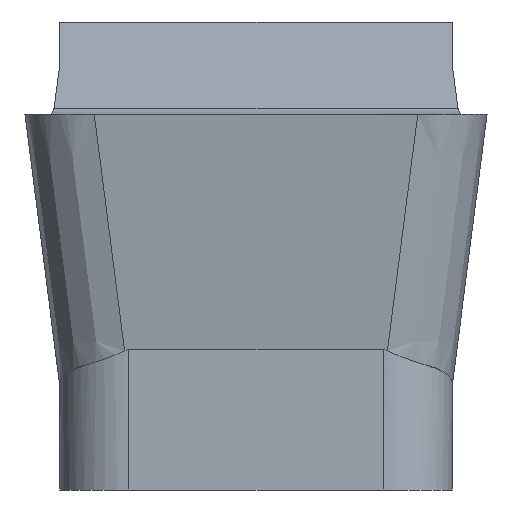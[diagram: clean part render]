
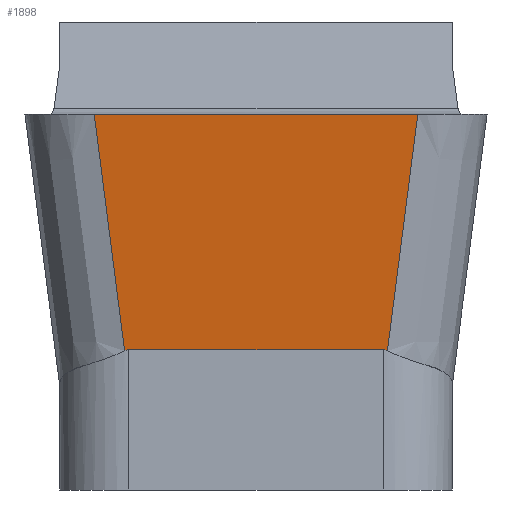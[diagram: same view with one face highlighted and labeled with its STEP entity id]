
A CAD part, front view. The second image highlights one B-rep face of the part: STEP entity #1898.
In plain terms, the highlighted planar face has unit normal (0, -0.993, -0.122).
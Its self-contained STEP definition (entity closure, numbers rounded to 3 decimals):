
#630=CARTESIAN_POINT('',(2.8,0.,
0.));
#635=DIRECTION('',(-1.,0.,0.));
#636=VECTOR('',#635,5.6);
#637=CARTESIAN_POINT('',(2.8,0.,
0.));
#638=LINE('',#637,#636);
#734=CARTESIAN_POINT('',(2.275,0.502,-4.091));
#753=CARTESIAN_POINT('',(2.2,0.5,-4.072));
#754=CARTESIAN_POINT('',(2.227,0.5,-4.072));
#755=CARTESIAN_POINT('',(2.252,0.501,-4.079));
#756=CARTESIAN_POINT('',(2.275,0.502,-4.091));
#761=DIRECTION('',(1.,0.,0.));
#762=VECTOR('',#761,4.4);
#763=CARTESIAN_POINT('',(-2.2,0.5,-4.072));
#764=LINE('',#763,#762);
#768=DIRECTION('',(-0.126,0.121,-0.985));
#769=VECTOR('',#768,4.155);
#770=CARTESIAN_POINT('',(2.8,0.,
0.));
#771=LINE('',#770,#769);
#775=DIRECTION('',(-0.126,-0.121,0.985));
#776=VECTOR('',#775,4.155);
#777=CARTESIAN_POINT('',(-2.275,0.502,
-4.091));
#778=LINE('',#777,#776);
#782=CARTESIAN_POINT('',(-2.275,0.502,
-4.091));
#783=CARTESIAN_POINT('',(-2.252,0.501,
-4.079));
#784=CARTESIAN_POINT('',(-2.227,0.5,
-4.072));
#785=CARTESIAN_POINT('',(-2.2,0.5,-4.072));
#991=VERTEX_POINT('',#630);
#992=CARTESIAN_POINT('',(-2.8,0.,
0.));
#993=VERTEX_POINT('',#992);
#999=VERTEX_POINT('',#734);
#1000=CARTESIAN_POINT('',(2.2,0.5,-4.072));
#1001=VERTEX_POINT('',#1000);
#1002=CARTESIAN_POINT('',(-2.2,0.5,-4.072));
#1003=VERTEX_POINT('',#1002);
#1004=VERTEX_POINT('',#782);
#1883=CARTESIAN_POINT('',(3.8,0.301,-2.45));
#1884=DIRECTION('',(0.,-0.993,-0.122));
#1885=DIRECTION('',(0.,-0.122,0.993));
#1886=AXIS2_PLACEMENT_3D('',#1883,#1884,#1885);
#1887=PLANE('',#1886);
#1888=ORIENTED_EDGE('',*,*,#1737,.F.);
#1889=ORIENTED_EDGE('',*,*,#1810,.T.);
#1890=ORIENTED_EDGE('',*,*,#1837,.F.);
#1891=ORIENTED_EDGE('',*,*,#1862,.F.);
#1893=ORIENTED_EDGE('',*,*,#1892,.F.);
#1895=ORIENTED_EDGE('',*,*,#1894,.T.);
#1896=EDGE_LOOP('',(#1888,#1889,#1890,#1891,#1893,#1895));
#1897=FACE_OUTER_BOUND('',#1896,.F.);
#757=B_SPLINE_CURVE_WITH_KNOTS('',3,(#753,#754,#755,#756),.UNSPECIFIED.,.F.,.F.,
(4,4),(0.,1.),.UNSPECIFIED.);
#786=B_SPLINE_CURVE_WITH_KNOTS('',3,(#782,#783,#784,#785),.UNSPECIFIED.,.F.,.F.,
(4,4),(0.,1.),.UNSPECIFIED.);
#1737=EDGE_CURVE('',#991,#993,#638,.T.);
#1810=EDGE_CURVE('',#991,#999,#771,.T.);
#1837=EDGE_CURVE('',#1001,#999,#757,.T.);
#1862=EDGE_CURVE('',#1003,#1001,#764,.T.);
#1892=EDGE_CURVE('',#1004,#1003,#786,.T.);
#1894=EDGE_CURVE('',#1004,#993,#778,.T.);
#1898=ADVANCED_FACE('',(#1897),#1887,.T.);
